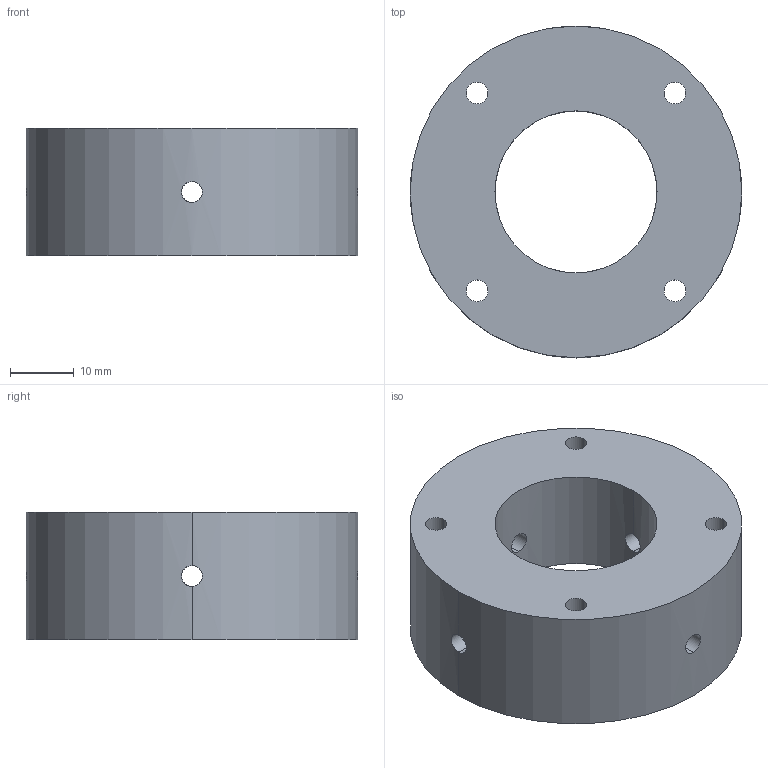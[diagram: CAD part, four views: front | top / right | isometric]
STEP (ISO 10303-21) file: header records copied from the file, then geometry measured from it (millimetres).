
FILE_DESCRIPTION (( 'STEP AP203' ), '1' );
FILE_NAME ('J5 motor mount.STEP', '2020-07-20T13:34:46', ( '' ), ( '' ), 'SwSTEP 2.0', 'SolidWorks 2019', '' );
FILE_SCHEMA (( 'CONFIG_CONTROL_DESIGN' ));
Length unit declared in the file: millimetre
Products named in the file (1): J5 motor mount
Bounding box: 52 x 52 x 20 mm (x, y, z)
Volume: 27924.3 mm3; surface area: 9732.6 mm2
Topology: 1 solids, 1 shells, 72 faces, 205 edges, 133 vertices
Faces by surface type: cylinder 60, plane 9, bspline 3
Entity records: 4281 total; most frequent: CARTESIAN_POINT 2449, ORIENTED_EDGE 410, DIRECTION 333, EDGE_CURVE 205, VERTEX_POINT 133, AXIS2_PLACEMENT_3D 131, EDGE_LOOP 88, FACE_OUTER_BOUND 72
